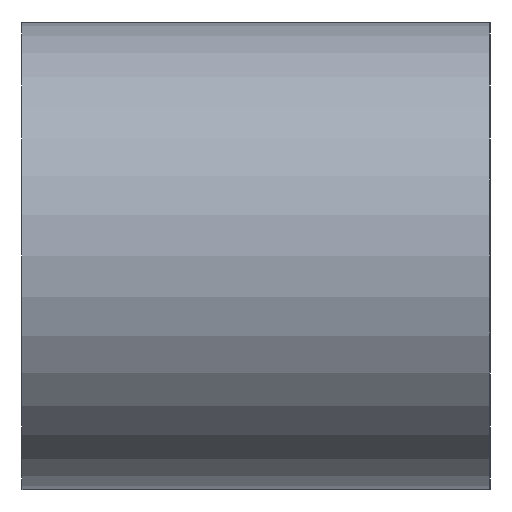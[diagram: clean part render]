
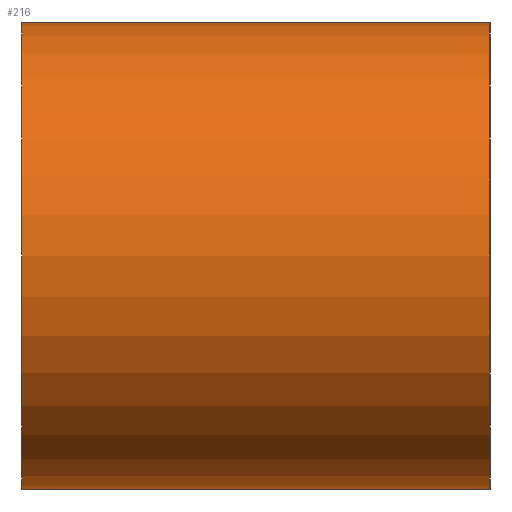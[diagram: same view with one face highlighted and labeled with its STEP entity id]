
A CAD part, left-side view. The second image highlights one B-rep face of the part: STEP entity #216.
In plain terms, the highlighted cylindrical face has radius 5 mm (diameter 10 mm), a partial arc.
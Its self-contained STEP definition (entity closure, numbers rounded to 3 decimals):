
#2 = DIRECTION ( 'NONE',  ( 0., -1., 0. ) ) ;
#15 = EDGE_CURVE ( 'NONE', #172, #388, #77, .T. ) ;
#21 = CARTESIAN_POINT ( 'NONE',  ( 0., 10., -5. ) ) ;
#26 = CARTESIAN_POINT ( 'NONE',  ( 0., 10., 5. ) ) ;
#29 = DIRECTION ( 'NONE',  ( 0., 0., 1. ) ) ;
#40 = EDGE_LOOP ( 'NONE', ( #206, #300, #243, #65 ) ) ;
#44 = EDGE_CURVE ( 'NONE', #230, #172, #241, .T. ) ;
#52 = DIRECTION ( 'NONE',  ( 0., 1., 0. ) ) ;
#65 = ORIENTED_EDGE ( 'NONE', *, *, #226, .T. ) ;
#66 = CARTESIAN_POINT ( 'NONE',  ( 0., 0., 5. ) ) ;
#77 = LINE ( 'NONE', #309, #311 ) ;
#91 = DIRECTION ( 'NONE',  ( 0., 0., -1. ) ) ;
#108 = FACE_OUTER_BOUND ( 'NONE', #40, .T. ) ;
#134 = EDGE_CURVE ( 'NONE', #359, #388, #143, .T. ) ;
#142 = DIRECTION ( 'NONE',  ( 0., -1., 0. ) ) ;
#143 = CIRCLE ( 'NONE', #290, 5. ) ;
#165 = LINE ( 'NONE', #221, #328 ) ;
#172 = VERTEX_POINT ( 'NONE', #26 ) ;
#193 = DIRECTION ( 'NONE',  ( 0., -1., 0. ) ) ;
#206 = ORIENTED_EDGE ( 'NONE', *, *, #134, .T. ) ;
#216 = ADVANCED_FACE ( 'NONE', ( #108 ), #384, .T. ) ;
#221 = CARTESIAN_POINT ( 'NONE',  ( 0., 10., -5. ) ) ;
#226 = EDGE_CURVE ( 'NONE', #230, #359, #165, .T. ) ;
#230 = VERTEX_POINT ( 'NONE', #21 ) ;
#240 = CARTESIAN_POINT ( 'NONE',  ( 0., 0., -5. ) ) ;
#241 = CIRCLE ( 'NONE', #336, 5. ) ;
#243 = ORIENTED_EDGE ( 'NONE', *, *, #44, .F. ) ;
#259 = CARTESIAN_POINT ( 'NONE',  ( 0., 10., 0. ) ) ;
#282 = AXIS2_PLACEMENT_3D ( 'NONE', #259, #142, #91 ) ;
#283 = CARTESIAN_POINT ( 'NONE',  ( 0., 0., 0. ) ) ;
#290 = AXIS2_PLACEMENT_3D ( 'NONE', #283, #52, #29 ) ;
#300 = ORIENTED_EDGE ( 'NONE', *, *, #15, .F. ) ;
#309 = CARTESIAN_POINT ( 'NONE',  ( 0., 10., 5. ) ) ;
#311 = VECTOR ( 'NONE', #193, 1000. ) ;
#313 = DIRECTION ( 'NONE',  ( 0., 0., 1. ) ) ;
#328 = VECTOR ( 'NONE', #2, 1000. ) ;
#336 = AXIS2_PLACEMENT_3D ( 'NONE', #341, #371, #313 ) ;
#341 = CARTESIAN_POINT ( 'NONE',  ( 0., 10., 0. ) ) ;
#359 = VERTEX_POINT ( 'NONE', #240 ) ;
#371 = DIRECTION ( 'NONE',  ( 0., 1., 0. ) ) ;
#384 = CYLINDRICAL_SURFACE ( 'NONE', #282, 5. ) ;
#388 = VERTEX_POINT ( 'NONE', #66 ) ;
